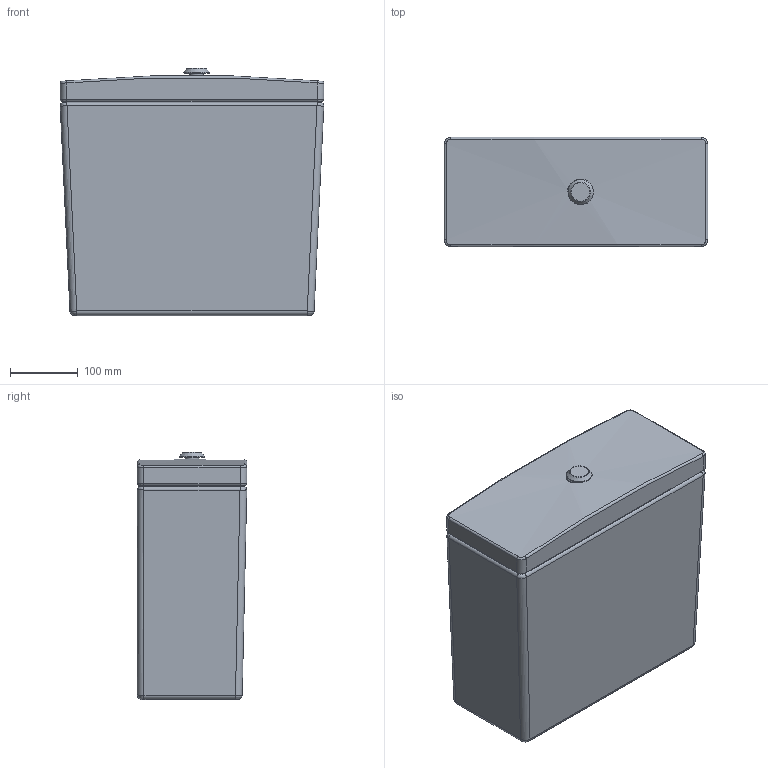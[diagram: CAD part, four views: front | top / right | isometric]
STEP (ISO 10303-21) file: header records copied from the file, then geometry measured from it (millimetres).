
FILE_DESCRIPTION((''),'2;1');
FILE_NAME('092000.stp','2007-08-06T09:46:56',('Huebner'),(''),'Autodesk Inventor 11','Autodesk Inventor 11','');
FILE_SCHEMA(('AUTOMOTIVE_DESIGN { 1 0 10303 214 1 1 1 1 }'));
Length unit declared in the file: millimetre
Products named in the file (3): 092000; Spülkastenstopfen
Assembly tree (2 placements, depth 2):
  092000
    092000
    Spülkastenstopfen
Bounding box: 389.5 x 161.89 x 365.36 mm (x, y, z)
Volume: 20938265.6 mm3; surface area: 498510.4 mm2
Topology: 2 solids, 2 shells, 71 faces, 147 edges, 84 vertices
Faces by surface type: bspline 29, plane 19, cylinder 18, torus 4, cone 1
Full cylindrical faces by diameter (mm): 20 x2, 95 x1
Entity records: 8873 total; most frequent: CARTESIAN_POINT 7477, ORIENTED_EDGE 280, DIRECTION 237, EDGE_CURVE 140, AXIS2_PLACEMENT_3D 93, VERTEX_POINT 83, EDGE_LOOP 81, FACE_OUTER_BOUND 71
